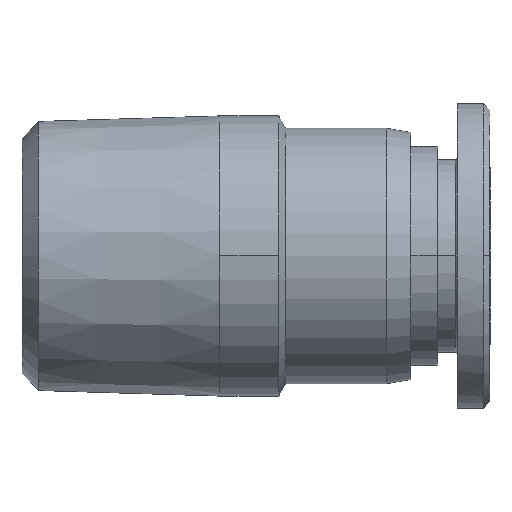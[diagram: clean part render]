
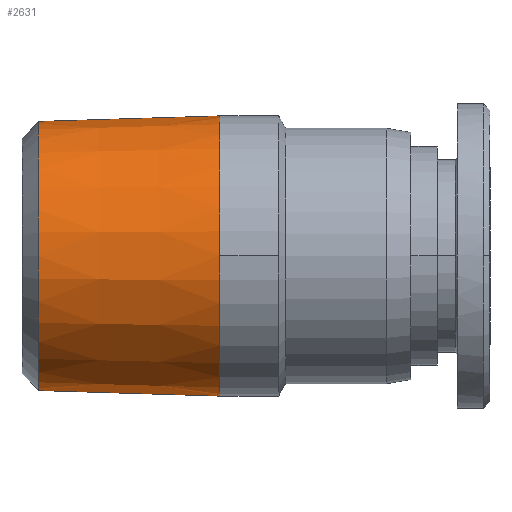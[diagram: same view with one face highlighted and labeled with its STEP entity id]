
A CAD part, top view. The second image highlights one B-rep face of the part: STEP entity #2631.
In plain terms, the highlighted conical face has half-angle 1.754 degrees and reference radius 8.5 mm.
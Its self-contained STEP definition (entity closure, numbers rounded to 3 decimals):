
#282 = LINE ( 'NONE', #11112, #12096 ) ;
#497 = CARTESIAN_POINT ( 'NONE',  ( 0., 0., 0.4 ) ) ;
#1143 = VERTEX_POINT ( 'NONE', #6862 ) ;
#1627 = CIRCLE ( 'NONE', #8018, 8.5 ) ;
#1907 = AXIS2_PLACEMENT_3D ( 'NONE', #9905, #6307, #6492 ) ;
#1930 = ORIENTED_EDGE ( 'NONE', *, *, #5109, .F. ) ;
#2631 = ADVANCED_FACE ( 'NONE', ( #7056 ), #4568, .T. ) ;
#3294 = EDGE_CURVE ( 'NONE', #8003, #1143, #282, .T. ) ;
#3402 = EDGE_CURVE ( 'NONE', #7346, #11626, #7614, .T. ) ;
#3608 = CIRCLE ( 'NONE', #1907, 8.163 ) ;
#3837 = DIRECTION ( 'NONE',  ( 0., 0., 1. ) ) ;
#4568 = CONICAL_SURFACE ( 'NONE', #6511, 8.5, 0.031 ) ;
#4709 = DIRECTION ( 'NONE',  ( 0., 0., -1. ) ) ;
#5109 = EDGE_CURVE ( 'NONE', #8003, #7346, #3608, .T. ) ;
#5755 = DIRECTION ( 'NONE',  ( -1., 0., 0. ) ) ;
#6307 = DIRECTION ( 'NONE',  ( 0., 0., -1. ) ) ;
#6492 = DIRECTION ( 'NONE',  ( 1., 0., 0. ) ) ;
#6511 = AXIS2_PLACEMENT_3D ( 'NONE', #7229, #3837, #11848 ) ;
#6527 = DIRECTION ( 'NONE',  ( 0., -0.031, 1. ) ) ;
#6862 = CARTESIAN_POINT ( 'NONE',  ( 0., -8.5, 0.4 ) ) ;
#7056 = FACE_OUTER_BOUND ( 'NONE', #12346, .T. ) ;
#7229 = CARTESIAN_POINT ( 'NONE',  ( 0., 0., 0.4 ) ) ;
#7254 = CARTESIAN_POINT ( 'NONE',  ( 0., 8.5, 0.4 ) ) ;
#7346 = VERTEX_POINT ( 'NONE', #10707 ) ;
#7614 = LINE ( 'NONE', #10265, #8701 ) ;
#7755 = DIRECTION ( 'NONE',  ( -1., 0., 0. ) ) ;
#7956 = ORIENTED_EDGE ( 'NONE', *, *, #3294, .T. ) ;
#8003 = VERTEX_POINT ( 'NONE', #11797 ) ;
#8018 = AXIS2_PLACEMENT_3D ( 'NONE', #13828, #4709, #5755 ) ;
#8193 = CIRCLE ( 'NONE', #11324, 8.5 ) ;
#8385 = EDGE_CURVE ( 'NONE', #13684, #11626, #1627, .T. ) ;
#8701 = VECTOR ( 'NONE', #10131, 1000. ) ;
#8799 = EDGE_CURVE ( 'NONE', #1143, #13684, #8193, .T. ) ;
#9667 = DIRECTION ( 'NONE',  ( 0., 0., -1. ) ) ;
#9905 = CARTESIAN_POINT ( 'NONE',  ( 0., 0., -10.6 ) ) ;
#10131 = DIRECTION ( 'NONE',  ( 0., 0.031, 1. ) ) ;
#10265 = CARTESIAN_POINT ( 'NONE',  ( 0., 8.5, 0.4 ) ) ;
#10707 = CARTESIAN_POINT ( 'NONE',  ( 0., 8.163, -10.6 ) ) ;
#11112 = CARTESIAN_POINT ( 'NONE',  ( 0., -8.5, 0.4 ) ) ;
#11113 = ORIENTED_EDGE ( 'NONE', *, *, #8385, .T. ) ;
#11324 = AXIS2_PLACEMENT_3D ( 'NONE', #497, #9667, #7755 ) ;
#11379 = ORIENTED_EDGE ( 'NONE', *, *, #8799, .T. ) ;
#11626 = VERTEX_POINT ( 'NONE', #7254 ) ;
#11797 = CARTESIAN_POINT ( 'NONE',  ( 0., -8.163, -10.6 ) ) ;
#11848 = DIRECTION ( 'NONE',  ( 0., -1., 0. ) ) ;
#12096 = VECTOR ( 'NONE', #6527, 1000. ) ;
#12209 = CARTESIAN_POINT ( 'NONE',  ( -8.5, 0., 0.4 ) ) ;
#12346 = EDGE_LOOP ( 'NONE', ( #13969, #1930, #7956, #11379, #11113 ) ) ;
#13684 = VERTEX_POINT ( 'NONE', #12209 ) ;
#13828 = CARTESIAN_POINT ( 'NONE',  ( 0., 0., 0.4 ) ) ;
#13969 = ORIENTED_EDGE ( 'NONE', *, *, #3402, .F. ) ;
